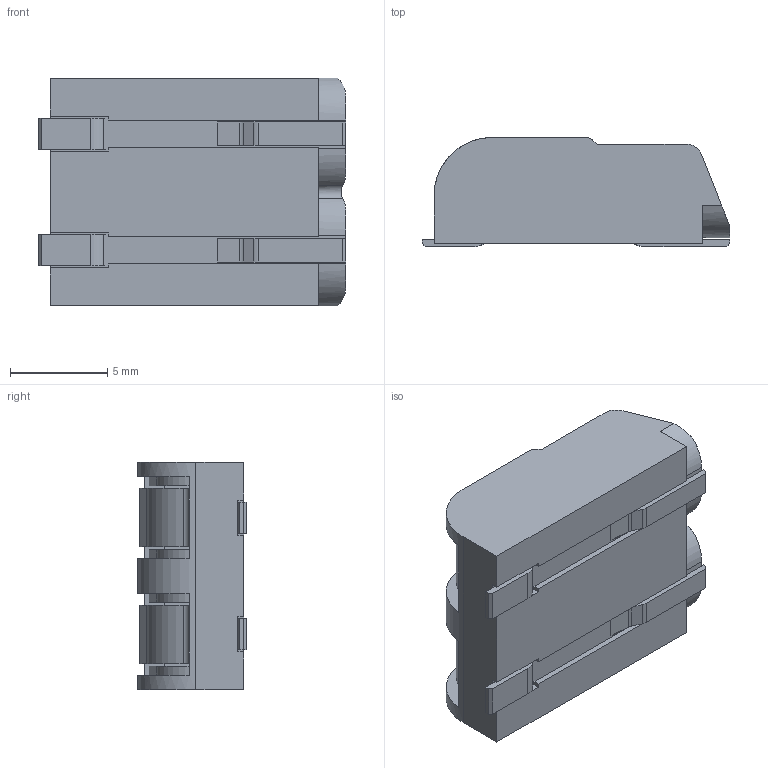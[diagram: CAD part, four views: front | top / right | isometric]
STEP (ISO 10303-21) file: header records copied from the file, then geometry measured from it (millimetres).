
FILE_DESCRIPTION (( 'STEP AP214' ), '1' );
FILE_NAME ('Wago_2061-602-998-404.STEP', '2021-02-05T08:54:56', ( '' ), ( '' ), 'SwSTEP 2.0', 'SolidWorks 2018', '' );
FILE_SCHEMA (( 'AUTOMOTIVE_DESIGN' ));
Length unit declared in the file: millimetre
Products named in the file (1): Wago_2061-602-998-404
Bounding box: 15.8 x 5.6 x 11.7 mm (x, y, z)
Volume: 627.3 mm3; surface area: 1014.2 mm2
Topology: 1 solids, 1 shells, 172 faces, 498 edges, 332 vertices
Faces by surface type: plane 127, cylinder 41, sphere 4
Entity records: 5698 total; most frequent: CARTESIAN_POINT 1074, ORIENTED_EDGE 996, DIRECTION 924, EDGE_CURVE 498, LINE 380, VECTOR 380, VERTEX_POINT 332, AXIS2_PLACEMENT_3D 272
